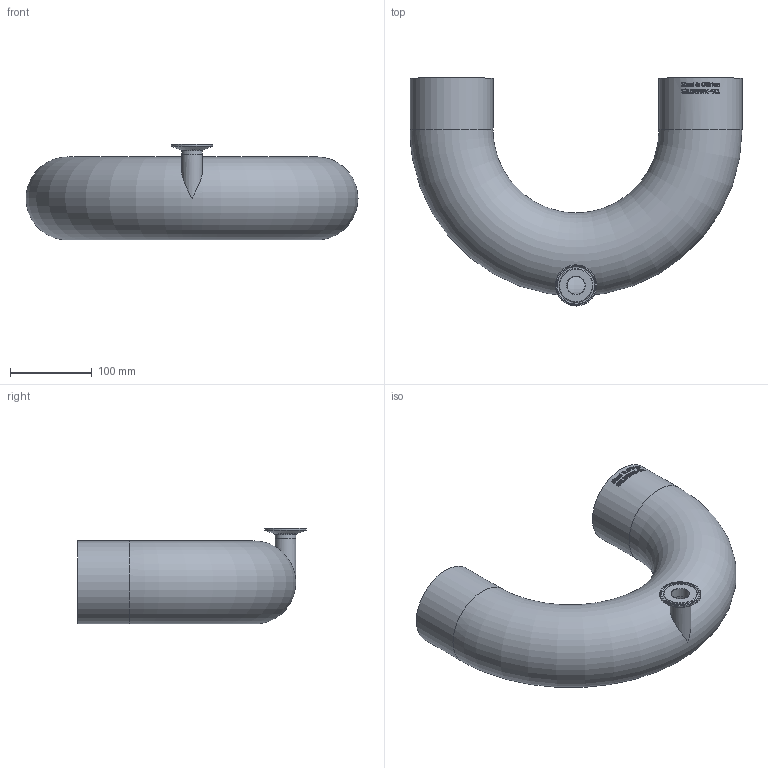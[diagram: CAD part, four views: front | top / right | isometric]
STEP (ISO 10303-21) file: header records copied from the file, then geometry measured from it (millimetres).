
FILE_DESCRIPTION(/* description */ (''),/* implementation_level */ '2;1');
FILE_NAME(/* name */ 'S2USWWK-4X1.stp',/* time_stamp */ '2018-11-26T14:49:55-05:00',/* author */ ('rick'),/* organization */ (''),/* preprocessor_version */ 'ST-DEVELOPER v15.2',/* originating_system */ 'Autodesk Inventor 2014',/* authorisation */ '');
FILE_SCHEMA (('AUTOMOTIVE_DESIGN { 1 0 10303 214 3 1 1 }'));
Length unit declared in the file: inch
Products named in the file (1): S2USWWK-4X1
Bounding box: 406.4 x 279.19 x 117.47 mm (x, y, z)
Volume: 409027.1 mm3; surface area: 387464.6 mm2
Topology: 1 solids, 1 shells, 413 faces, 1109 edges, 736 vertices
Faces by surface type: plane 185, bspline 171, cylinder 43, torus 11, cone 3
Full cylindrical faces by diameter (mm): 22.098 x2, 25.4 x2, 50.394 x1, 97.384 x2, 101.6 x2
Entity records: 15912 total; most frequent: CARTESIAN_POINT 6543, ORIENTED_EDGE 2158, DIRECTION 1483, EDGE_CURVE 1079, VERTEX_POINT 729, AXIS2_PLACEMENT_3D 505, EDGE_LOOP 478, LINE 473
